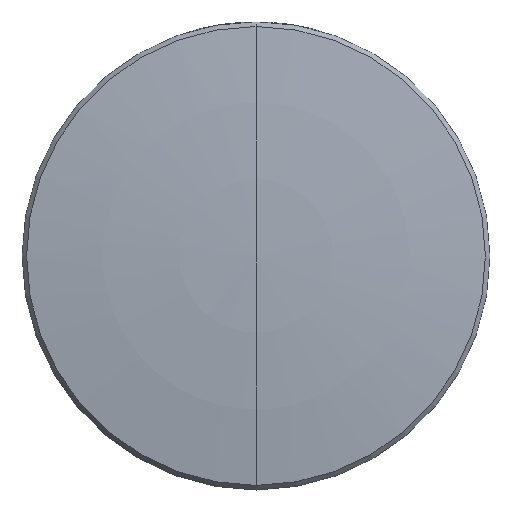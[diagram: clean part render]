
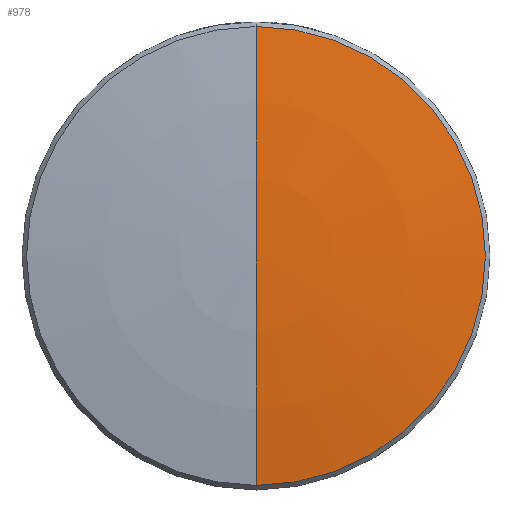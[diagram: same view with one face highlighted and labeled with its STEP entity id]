
A CAD part, top view. The second image highlights one B-rep face of the part: STEP entity #978.
In plain terms, the highlighted toroidal (fillet/blend) face has major radius 0.004 mm and minor radius 92.02 mm.
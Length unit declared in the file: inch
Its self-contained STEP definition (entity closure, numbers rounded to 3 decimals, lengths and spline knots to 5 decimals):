
#97 = CIRCLE ( 'NONE', #152, 3.62283 ) ;
#152 = AXIS2_PLACEMENT_3D ( 'NONE', #1022, #1812, #558 ) ;
#281 = ORIENTED_EDGE ( 'NONE', *, *, #1511, .F. ) ;
#492 = CARTESIAN_POINT ( 'NONE',  ( 0., -0.00017, -3.50945 ) ) ;
#558 = DIRECTION ( 'NONE',  ( 0., 0., 1. ) ) ;
#589 = CIRCLE ( 'NONE', #1486, 0.49026 ) ;
#594 = AXIS2_PLACEMENT_3D ( 'NONE', #492, #654, #1458 ) ;
#650 = CARTESIAN_POINT ( 'NONE',  ( 0., -0.49026, 0.08008 ) ) ;
#654 = DIRECTION ( 'NONE',  ( 1., 0., 0. ) ) ;
#661 = VERTEX_POINT ( 'NONE', #650 ) ;
#686 = CIRCLE ( 'NONE', #594, 3.62283 ) ;
#689 = DIRECTION ( 'NONE',  ( 0., 1., 0. ) ) ;
#729 = EDGE_LOOP ( 'NONE', ( #281, #934, #2043 ) ) ;
#934 = ORIENTED_EDGE ( 'NONE', *, *, #1391, .T. ) ;
#978 = ADVANCED_FACE ( 'NONE', ( #2012 ), #1415, .T. ) ;
#1022 = CARTESIAN_POINT ( 'NONE',  ( 0., 0.00017, -3.50945 ) ) ;
#1104 = AXIS2_PLACEMENT_3D ( 'NONE', #1322, #1959, #1971 ) ;
#1228 = VERTEX_POINT ( 'NONE', #2056 ) ;
#1256 = VERTEX_POINT ( 'NONE', #1286 ) ;
#1286 = CARTESIAN_POINT ( 'NONE',  ( 0., 0.49026, 0.08008 ) ) ;
#1322 = CARTESIAN_POINT ( 'NONE',  ( 0., 0., -3.50945 ) ) ;
#1391 = EDGE_CURVE ( 'NONE', #1228, #661, #686, .T. ) ;
#1415 = TOROIDAL_SURFACE ( 'NONE', #1104, 0.00017, 3.62283 ) ;
#1443 = EDGE_CURVE ( 'NONE', #661, #1256, #589, .T. ) ;
#1458 = DIRECTION ( 'NONE',  ( 0., 1., 0. ) ) ;
#1486 = AXIS2_PLACEMENT_3D ( 'NONE', #1947, #1637, #689 ) ;
#1511 = EDGE_CURVE ( 'NONE', #1228, #1256, #97, .T. ) ;
#1637 = DIRECTION ( 'NONE',  ( 0., 0., 1. ) ) ;
#1812 = DIRECTION ( 'NONE',  ( -1., 0., 0. ) ) ;
#1947 = CARTESIAN_POINT ( 'NONE',  ( 0., 0., 0.08008 ) ) ;
#1959 = DIRECTION ( 'NONE',  ( 0., 0., -1. ) ) ;
#1971 = DIRECTION ( 'NONE',  ( 0., 1., 0. ) ) ;
#2012 = FACE_OUTER_BOUND ( 'NONE', #729, .T. ) ;
#2043 = ORIENTED_EDGE ( 'NONE', *, *, #1443, .T. ) ;
#2056 = CARTESIAN_POINT ( 'NONE',  ( 0., 0., 0.11339 ) ) ;
